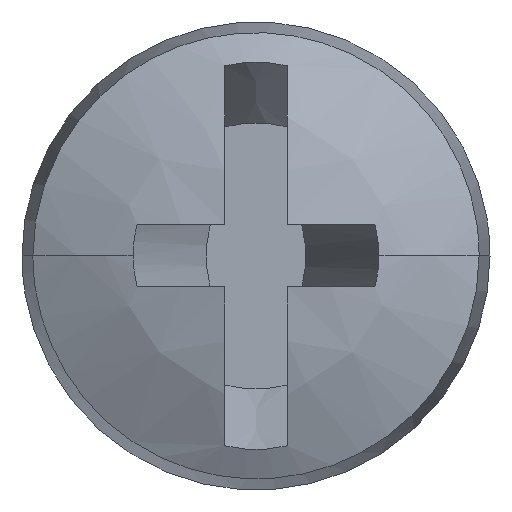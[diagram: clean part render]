
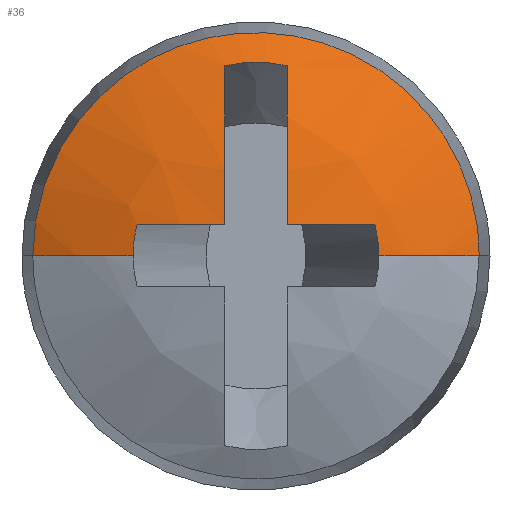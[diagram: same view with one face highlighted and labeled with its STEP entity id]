
A CAD part, top view. The second image highlights one B-rep face of the part: STEP entity #36.
In plain terms, the highlighted free-form (B-spline) face has degree [2, 2] with [3, 5] control points.
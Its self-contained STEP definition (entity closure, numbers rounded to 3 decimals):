
#36=ADVANCED_FACE('',(#61),#389,.T.);
#61=FACE_OUTER_BOUND('',#86,.T.);
#86=EDGE_LOOP('',(#183,#184,#185,#186,#187,#188,#189,#190,#191,#192));
#183=ORIENTED_EDGE('',*,*,#260,.T.);
#184=ORIENTED_EDGE('',*,*,#262,.T.);
#185=ORIENTED_EDGE('',*,*,#247,.F.);
#186=ORIENTED_EDGE('',*,*,#230,.F.);
#187=ORIENTED_EDGE('',*,*,#250,.T.);
#188=ORIENTED_EDGE('',*,*,#231,.F.);
#189=ORIENTED_EDGE('',*,*,#232,.F.);
#190=ORIENTED_EDGE('',*,*,#229,.T.);
#191=ORIENTED_EDGE('',*,*,#243,.F.);
#192=ORIENTED_EDGE('',*,*,#261,.F.);
#229=EDGE_CURVE('',#349,#347,#312,.T.);
#230=EDGE_CURVE('',#352,#351,#280,.T.);
#231=EDGE_CURVE('',#353,#354,#281,.T.);
#232=EDGE_CURVE('',#349,#353,#282,.T.);
#243=EDGE_CURVE('',#358,#347,#317,.T.);
#247=EDGE_CURVE('',#351,#346,#290,.T.);
#250=EDGE_CURVE('',#352,#354,#293,.T.);
#260=EDGE_CURVE('',#364,#365,#325,.T.);
#261=EDGE_CURVE('',#364,#358,#326,.T.);
#262=EDGE_CURVE('',#365,#346,#327,.T.);
#280=B_SPLINE_CURVE_WITH_KNOTS('',3,(#888,#889,#890,#891,#892,#893,#894,
#895,#896,#897),.UNSPECIFIED.,.F.,.F.,(4,2,2,2,4),(0.886,2.554,
3.83,4.468,5.106),.UNSPECIFIED.);
#281=B_SPLINE_CURVE_WITH_KNOTS('',3,(#898,#899,#900,#901,#902,#903,#904,
#905,#906,#907),.UNSPECIFIED.,.F.,.F.,(4,2,2,2,4),(0.,0.638,
1.276,2.552,4.219),.UNSPECIFIED.);
#282=B_SPLINE_CURVE_WITH_KNOTS('',3,(#908,#909,#910,#911,#912,#913,#914,
#915),.UNSPECIFIED.,.F.,.F.,(4,2,2,4),(0.484,1.383,
2.074,2.765),.UNSPECIFIED.);
#290=B_SPLINE_CURVE_WITH_KNOTS('',3,(#979,#980,#981,#982,#983,#984,#985,
#986),.UNSPECIFIED.,.F.,.F.,(4,2,2,4),(0.,0.691,1.382,
2.281),.UNSPECIFIED.);
#293=B_SPLINE_CURVE_WITH_KNOTS('',3,(#1002,#1003,#1004,#1005,#1006,#1007,
#1008),.UNSPECIFIED.,.F.,.F.,(4,3,4),(0.,0.81,1.62),
 .UNSPECIFIED.);
#312=(
BOUNDED_CURVE()
B_SPLINE_CURVE(2,(#885,#886,#887),.UNSPECIFIED.,.F.,.F.)
B_SPLINE_CURVE_WITH_KNOTS((3,3),(-25.66,-24.851),
 .UNSPECIFIED.)
CURVE()
GEOMETRIC_REPRESENTATION_ITEM()
RATIONAL_B_SPLINE_CURVE((1.,0.992,1.))
REPRESENTATION_ITEM('')
);
#317=(
BOUNDED_CURVE()
B_SPLINE_CURVE(2,(#960,#961,#962),.UNSPECIFIED.,.F.,.F.)
B_SPLINE_CURVE_WITH_KNOTS((3,3),(10.773,13.549),
 .UNSPECIFIED.)
CURVE()
GEOMETRIC_REPRESENTATION_ITEM()
RATIONAL_B_SPLINE_CURVE((1.,0.993,1.))
REPRESENTATION_ITEM('')
);
#325=(
BOUNDED_CURVE()
B_SPLINE_CURVE(2,(#1044,#1045,#1046),.UNSPECIFIED.,.F.,.F.)
B_SPLINE_CURVE_WITH_KNOTS((3,3),(10.773,13.549),
 .UNSPECIFIED.)
CURVE()
GEOMETRIC_REPRESENTATION_ITEM()
RATIONAL_B_SPLINE_CURVE((1.,0.993,1.))
REPRESENTATION_ITEM('')
);
#326=(
BOUNDED_CURVE()
B_SPLINE_CURVE(2,(#1047,#1048,#1049,#1050,#1051),.UNSPECIFIED.,.F.,.F.)
B_SPLINE_CURVE_WITH_KNOTS((3,2,3),(8.368,12.552,16.737),
 .UNSPECIFIED.)
CURVE()
GEOMETRIC_REPRESENTATION_ITEM()
RATIONAL_B_SPLINE_CURVE((1.,0.707,1.,0.707,1.))
REPRESENTATION_ITEM('')
);
#327=(
BOUNDED_CURVE()
B_SPLINE_CURVE(2,(#1052,#1053,#1054),.UNSPECIFIED.,.F.,.F.)
B_SPLINE_CURVE_WITH_KNOTS((3,3),(-8.284,-7.475),
 .UNSPECIFIED.)
CURVE()
GEOMETRIC_REPRESENTATION_ITEM()
RATIONAL_B_SPLINE_CURVE((1.,0.992,1.))
REPRESENTATION_ITEM('')
);
#346=VERTEX_POINT('',#808);
#347=VERTEX_POINT('',#809);
#349=VERTEX_POINT('',#811);
#351=VERTEX_POINT('',#813);
#352=VERTEX_POINT('',#814);
#353=VERTEX_POINT('',#815);
#354=VERTEX_POINT('',#816);
#358=VERTEX_POINT('',#820);
#364=VERTEX_POINT('',#826);
#365=VERTEX_POINT('',#827);
#389=(
BOUNDED_SURFACE()
B_SPLINE_SURFACE(2,2,((#705,#706,#707,#708,#709),(#710,#711,#712,#713,#714),
(#715,#716,#717,#718,#719)),.UNSPECIFIED.,.F.,.F.,.F.)
B_SPLINE_SURFACE_WITH_KNOTS((3,3),(3,2,3),(10.773,16.737),
(8.368,12.552,16.737),.UNSPECIFIED.)
GEOMETRIC_REPRESENTATION_ITEM()
RATIONAL_B_SPLINE_SURFACE(((1.,0.707,1.,0.707,1.),
(0.969,0.685,0.969,0.685,
0.969),(1.,0.707,1.,0.707,1.)))
REPRESENTATION_ITEM('')
SURFACE()
);
#705=CARTESIAN_POINT('',(-5.721,0.,38.549));
#706=CARTESIAN_POINT('',(-5.721,5.721,38.549));
#707=CARTESIAN_POINT('',(0.,5.721,38.549));
#708=CARTESIAN_POINT('',(5.721,5.721,38.549));
#709=CARTESIAN_POINT('',(5.721,0.,38.549));
#710=CARTESIAN_POINT('',(-3.045,0.,40.));
#711=CARTESIAN_POINT('',(-3.045,3.045,40.));
#712=CARTESIAN_POINT('',(0.,3.045,40.));
#713=CARTESIAN_POINT('',(3.045,3.045,40.));
#714=CARTESIAN_POINT('',(3.045,0.,40.));
#715=CARTESIAN_POINT('',(0.,0.,40.));
#716=CARTESIAN_POINT('',(0.,0.,40.));
#717=CARTESIAN_POINT('',(0.,0.,40.));
#718=CARTESIAN_POINT('',(0.,0.,40.));
#719=CARTESIAN_POINT('',(0.,0.,40.));
#808=CARTESIAN_POINT('',(-3.047,0.8,39.579));
#809=CARTESIAN_POINT('',(3.15,0.,39.579));
#811=CARTESIAN_POINT('',(3.047,0.8,39.579));
#813=CARTESIAN_POINT('',(-0.8,0.8,39.947));
#814=CARTESIAN_POINT('',(-0.8,4.87,38.938));
#815=CARTESIAN_POINT('',(0.8,0.8,39.947));
#816=CARTESIAN_POINT('',(0.8,4.87,38.938));
#820=CARTESIAN_POINT('',(5.721,0.,38.549));
#826=CARTESIAN_POINT('',(-5.721,0.,38.549));
#827=CARTESIAN_POINT('',(-3.15,0.,39.579));
#885=CARTESIAN_POINT('',(3.047,0.8,39.579));
#886=CARTESIAN_POINT('',(3.15,0.407,39.579));
#887=CARTESIAN_POINT('',(3.15,0.,39.579));
#888=CARTESIAN_POINT('',(-0.8,4.87,38.938));
#889=CARTESIAN_POINT('',(-0.8,4.363,39.164));
#890=CARTESIAN_POINT('',(-0.8,3.841,39.354));
#891=CARTESIAN_POINT('',(-0.8,2.898,39.625));
#892=CARTESIAN_POINT('',(-0.8,2.484,39.721));
#893=CARTESIAN_POINT('',(-0.8,1.856,39.831));
#894=CARTESIAN_POINT('',(-0.8,1.646,39.862));
#895=CARTESIAN_POINT('',(-0.8,1.224,39.913));
#896=CARTESIAN_POINT('',(-0.8,1.012,39.932));
#897=CARTESIAN_POINT('',(-0.8,0.8,39.947));
#898=CARTESIAN_POINT('',(0.8,0.8,39.947));
#899=CARTESIAN_POINT('',(0.8,1.012,39.932));
#900=CARTESIAN_POINT('',(0.8,1.224,39.913));
#901=CARTESIAN_POINT('',(0.8,1.646,39.862));
#902=CARTESIAN_POINT('',(0.8,1.856,39.831));
#903=CARTESIAN_POINT('',(0.8,2.484,39.721));
#904=CARTESIAN_POINT('',(0.8,2.898,39.625));
#905=CARTESIAN_POINT('',(0.8,3.841,39.354));
#906=CARTESIAN_POINT('',(0.8,4.363,39.164));
#907=CARTESIAN_POINT('',(0.8,4.87,38.938));
#908=CARTESIAN_POINT('',(3.047,0.8,39.579));
#909=CARTESIAN_POINT('',(2.757,0.8,39.655));
#910=CARTESIAN_POINT('',(2.465,0.8,39.721));
#911=CARTESIAN_POINT('',(1.944,0.8,39.817));
#912=CARTESIAN_POINT('',(1.716,0.8,39.852));
#913=CARTESIAN_POINT('',(1.259,0.8,39.909));
#914=CARTESIAN_POINT('',(1.03,0.8,39.931));
#915=CARTESIAN_POINT('',(0.8,0.8,39.947));
#960=CARTESIAN_POINT('',(5.721,0.,38.549));
#961=CARTESIAN_POINT('',(4.495,0.,39.213));
#962=CARTESIAN_POINT('',(3.15,0.,39.579));
#979=CARTESIAN_POINT('',(-0.8,0.8,39.947));
#980=CARTESIAN_POINT('',(-1.03,0.8,39.931));
#981=CARTESIAN_POINT('',(-1.259,0.8,39.909));
#982=CARTESIAN_POINT('',(-1.716,0.8,39.852));
#983=CARTESIAN_POINT('',(-1.944,0.8,39.817));
#984=CARTESIAN_POINT('',(-2.465,0.8,39.721));
#985=CARTESIAN_POINT('',(-2.757,0.8,39.655));
#986=CARTESIAN_POINT('',(-3.047,0.8,39.579));
#1002=CARTESIAN_POINT('',(-0.8,4.87,38.938));
#1003=CARTESIAN_POINT('',(-0.538,4.934,38.929));
#1004=CARTESIAN_POINT('',(-0.27,4.966,38.924));
#1005=CARTESIAN_POINT('',(0.,4.966,38.924));
#1006=CARTESIAN_POINT('',(0.27,4.966,38.924));
#1007=CARTESIAN_POINT('',(0.538,4.934,38.929));
#1008=CARTESIAN_POINT('',(0.8,4.87,38.938));
#1044=CARTESIAN_POINT('',(-5.721,0.,38.549));
#1045=CARTESIAN_POINT('',(-4.496,0.,39.213));
#1046=CARTESIAN_POINT('',(-3.15,0.,39.579));
#1047=CARTESIAN_POINT('',(-5.721,0.,38.549));
#1048=CARTESIAN_POINT('',(-5.721,5.721,38.549));
#1049=CARTESIAN_POINT('',(0.,5.721,38.549));
#1050=CARTESIAN_POINT('',(5.721,5.721,38.549));
#1051=CARTESIAN_POINT('',(5.721,0.,38.549));
#1052=CARTESIAN_POINT('',(-3.15,0.,39.579));
#1053=CARTESIAN_POINT('',(-3.15,0.407,39.579));
#1054=CARTESIAN_POINT('',(-3.047,0.8,39.579));
